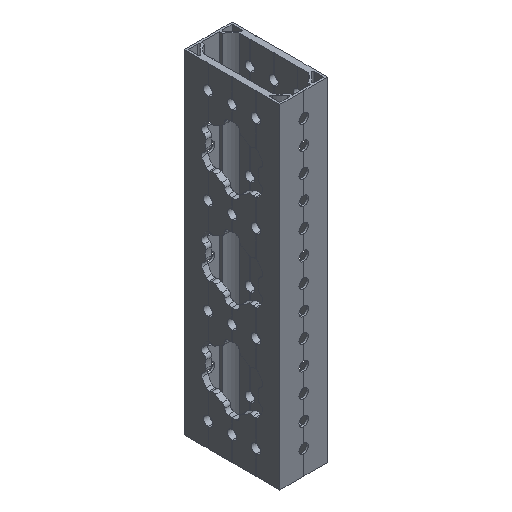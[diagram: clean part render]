
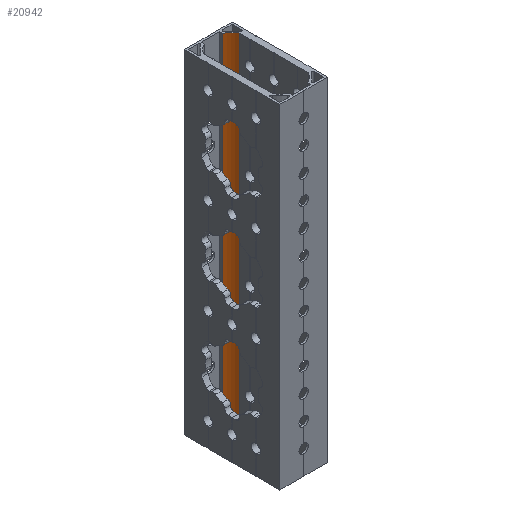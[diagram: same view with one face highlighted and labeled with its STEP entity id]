
A CAD part, isometric view. The second image highlights one B-rep face of the part: STEP entity #20942.
In plain terms, the highlighted cylindrical face has radius 11.113 mm (diameter 22.225 mm), a partial arc.
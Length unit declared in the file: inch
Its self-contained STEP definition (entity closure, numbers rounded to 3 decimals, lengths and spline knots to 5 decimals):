
#955 = EDGE_LOOP ( 'NONE', ( #10311, #2388, #2885, #7363 ) ) ;
#1395 = CARTESIAN_POINT ( 'NONE',  ( 0.1925, 0.89287, 3.5 ) ) ;
#1507 = EDGE_CURVE ( 'NONE', #2713, #11126, #21524, .T. ) ;
#1748 = DIRECTION ( 'NONE',  ( 0., 0., 1. ) ) ;
#1790 = CARTESIAN_POINT ( 'NONE',  ( 0., 0.5, -3.5 ) ) ;
#1900 = FACE_OUTER_BOUND ( 'NONE', #955, .T. ) ;
#2388 = ORIENTED_EDGE ( 'NONE', *, *, #1507, .F. ) ;
#2636 = VERTEX_POINT ( 'NONE', #23985 ) ;
#2713 = VERTEX_POINT ( 'NONE', #21295 ) ;
#2848 = AXIS2_PLACEMENT_3D ( 'NONE', #6492, #8309, #13958 ) ;
#2885 = ORIENTED_EDGE ( 'NONE', *, *, #19139, .F. ) ;
#3231 = CARTESIAN_POINT ( 'NONE',  ( 0., 0.5, 3.5 ) ) ;
#3847 = EDGE_CURVE ( 'NONE', #2636, #11126, #8223, .T. ) ;
#6350 = CIRCLE ( 'NONE', #2848, 0.4375 ) ;
#6418 = VECTOR ( 'NONE', #12467, 39.37008 ) ;
#6492 = CARTESIAN_POINT ( 'NONE',  ( 0., 0.5, -3.5 ) ) ;
#6557 = CARTESIAN_POINT ( 'NONE',  ( 0.375, 0.72535, -3.5 ) ) ;
#7363 = ORIENTED_EDGE ( 'NONE', *, *, #23905, .T. ) ;
#8223 = CIRCLE ( 'NONE', #19956, 0.4375 ) ;
#8309 = DIRECTION ( 'NONE',  ( 0., 0., 1. ) ) ;
#9081 = DIRECTION ( 'NONE',  ( 1., 0., 0. ) ) ;
#10311 = ORIENTED_EDGE ( 'NONE', *, *, #3847, .T. ) ;
#11126 = VERTEX_POINT ( 'NONE', #1395 ) ;
#12467 = DIRECTION ( 'NONE',  ( 0., 0., 1. ) ) ;
#13958 = DIRECTION ( 'NONE',  ( 1., 0., 0. ) ) ;
#14195 = AXIS2_PLACEMENT_3D ( 'NONE', #1790, #20264, #20623 ) ;
#17038 = VECTOR ( 'NONE', #21474, 39.37008 ) ;
#19139 = EDGE_CURVE ( 'NONE', #22038, #2713, #6350, .T. ) ;
#19956 = AXIS2_PLACEMENT_3D ( 'NONE', #3231, #1748, #9081 ) ;
#20264 = DIRECTION ( 'NONE',  ( 0., 0., 1. ) ) ;
#20543 = CARTESIAN_POINT ( 'NONE',  ( 0.375, 0.72535, -3.5 ) ) ;
#20623 = DIRECTION ( 'NONE',  ( 1., 0., 0. ) ) ;
#20942 = ADVANCED_FACE ( 'NONE', ( #1900 ), #22226, .F. ) ;
#21295 = CARTESIAN_POINT ( 'NONE',  ( 0.1925, 0.89287, -3.5 ) ) ;
#21368 = LINE ( 'NONE', #6557, #17038 ) ;
#21474 = DIRECTION ( 'NONE',  ( 0., 0., 1. ) ) ;
#21524 = LINE ( 'NONE', #23605, #6418 ) ;
#22038 = VERTEX_POINT ( 'NONE', #20543 ) ;
#22226 = CYLINDRICAL_SURFACE ( 'NONE', #14195, 0.4375 ) ;
#23605 = CARTESIAN_POINT ( 'NONE',  ( 0.1925, 0.89287, -3.5 ) ) ;
#23905 = EDGE_CURVE ( 'NONE', #22038, #2636, #21368, .T. ) ;
#23985 = CARTESIAN_POINT ( 'NONE',  ( 0.375, 0.72535, 3.5 ) ) ;
